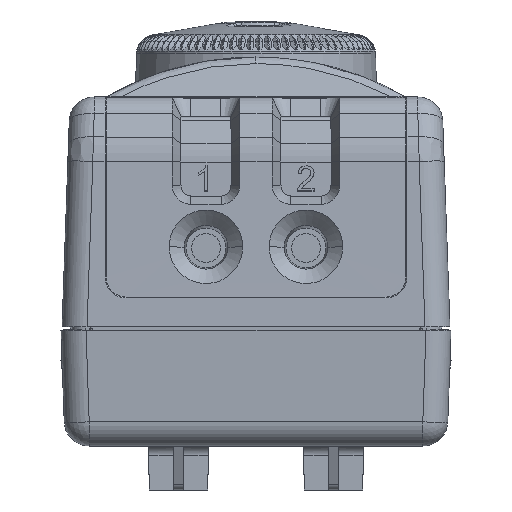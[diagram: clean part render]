
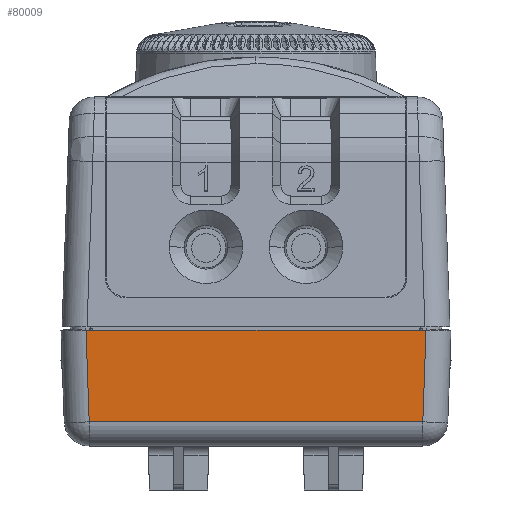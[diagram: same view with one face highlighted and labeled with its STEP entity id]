
A CAD part, front view. The second image highlights one B-rep face of the part: STEP entity #80009.
In plain terms, the highlighted face is planar.
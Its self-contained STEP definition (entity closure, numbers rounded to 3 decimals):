
#50641=CARTESIAN_POINT('',(-17.002,-28.,-5.8));
#50652=DIRECTION('',(1.,0.,0.));
#50653=VECTOR('',#50652,34.003);
#50654=CARTESIAN_POINT('',(-17.002,-28.,-5.8));
#50655=LINE('',#50654,#50653);
#50665=CARTESIAN_POINT('',(17.002,-28.,-5.8));
#63855=DIRECTION('',(1.,0.,0.));
#63856=VECTOR('',#63855,33.361);
#63857=CARTESIAN_POINT('',(-16.681,-27.679,
3.387));
#63858=LINE('',#63857,#63856);
#63862=DIRECTION('',(0.035,-0.035,-0.999));
#63863=VECTOR('',#63862,9.198);
#63864=CARTESIAN_POINT('',(16.681,-27.679,
3.387));
#63865=LINE('',#63864,#63863);
#63869=DIRECTION('',(-0.035,-0.035,-0.999));
#63870=VECTOR('',#63869,9.198);
#63871=CARTESIAN_POINT('',(-16.681,-27.679,
3.387));
#63872=LINE('',#63871,#63870);
#67135=VERTEX_POINT('',#50641);
#67138=VERTEX_POINT('',#50665);
#67161=CARTESIAN_POINT('',(-16.681,-27.679,
3.387));
#67162=VERTEX_POINT('',#67161);
#67165=CARTESIAN_POINT('',(16.681,-27.679,
3.387));
#67166=VERTEX_POINT('',#67165);
#79997=CARTESIAN_POINT('',(-21.37,-28.,-5.8));
#79998=DIRECTION('',(0.,-0.999,0.035));
#79999=DIRECTION('',(-1.,0.,0.));
#80000=AXIS2_PLACEMENT_3D('',#79997,#79998,#79999);
#80001=PLANE('',#80000);
#80003=ORIENTED_EDGE('',*,*,#80002,.T.);
#80004=ORIENTED_EDGE('',*,*,#79992,.T.);
#80005=ORIENTED_EDGE('',*,*,#68998,.F.);
#80006=ORIENTED_EDGE('',*,*,#69048,.F.);
#80007=EDGE_LOOP('',(#80003,#80004,#80005,#80006));
#80008=FACE_OUTER_BOUND('',#80007,.F.);
#68998=EDGE_CURVE('',#67135,#67138,#50655,.T.);
#69048=EDGE_CURVE('',#67162,#67135,#63872,.T.);
#79992=EDGE_CURVE('',#67166,#67138,#63865,.T.);
#80002=EDGE_CURVE('',#67162,#67166,#63858,.T.);
#80009=ADVANCED_FACE('',(#80008),#80001,.T.);
